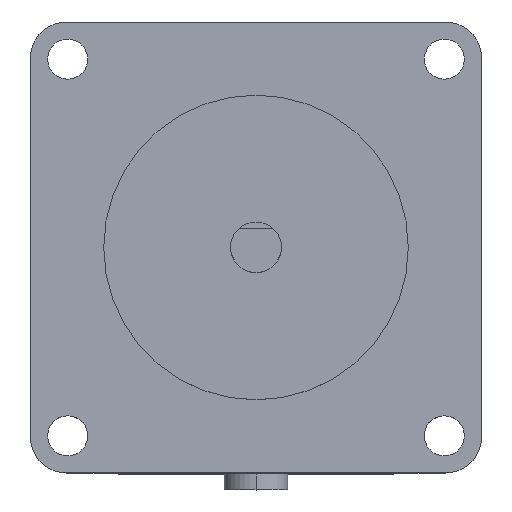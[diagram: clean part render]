
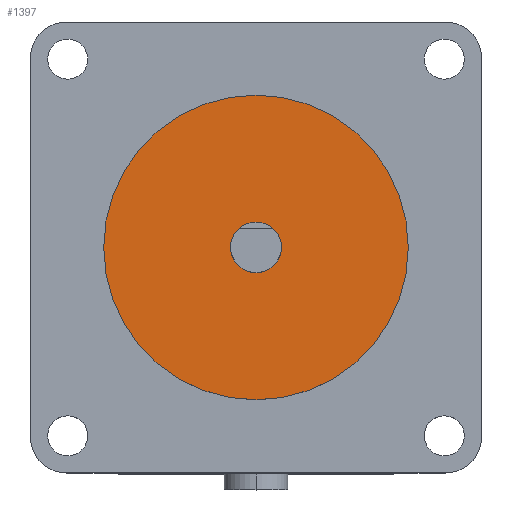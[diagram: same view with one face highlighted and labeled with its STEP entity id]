
A CAD part, top view. The second image highlights one B-rep face of the part: STEP entity #1397.
In plain terms, the highlighted planar face has unit normal (0, 0, 1).
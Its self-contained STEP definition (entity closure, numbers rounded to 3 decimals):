
#196 = CIRCLE ( 'NONE', #209, 19.05 ) ;
#207 = CIRCLE ( 'NONE', #215, 3.175 ) ;
#209 = AXIS2_PLACEMENT_3D ( 'NONE', #534, #535, #536 ) ;
#215 = AXIS2_PLACEMENT_3D ( 'NONE', #548, #549, #550 ) ;
#434 = CARTESIAN_POINT ( 'NONE',  ( 3.175, 0., 1.6 ) ) ;
#451 = CARTESIAN_POINT ( 'NONE',  ( -19.05, 0., 1.6 ) ) ;
#457 = CARTESIAN_POINT ( 'NONE',  ( -3.175, 0., 1.6 ) ) ;
#460 = CARTESIAN_POINT ( 'NONE',  ( 19.05, 0., 1.6 ) ) ;
#534 = CARTESIAN_POINT ( 'NONE',  ( 0., 0., 1.6 ) ) ;
#535 = DIRECTION ( 'NONE',  ( 0., 0., 1. ) ) ;
#536 = DIRECTION ( 'NONE',  ( 1., 0., 0. ) ) ;
#548 = CARTESIAN_POINT ( 'NONE',  ( 0., 0., 1.6 ) ) ;
#549 = DIRECTION ( 'NONE',  ( 0., 0., 1. ) ) ;
#550 = DIRECTION ( 'NONE',  ( 1., 0., 0. ) ) ;
#959 = CIRCLE ( 'NONE', #968, 19.05 ) ;
#968 = AXIS2_PLACEMENT_3D ( 'NONE', #2991, #2992, #2993 ) ;
#1104 = EDGE_CURVE ( 'NONE', #1906, #1897, #959, .T. ) ;
#1106 = CIRCLE ( 'NONE', #1110, 3.175 ) ;
#1110 = AXIS2_PLACEMENT_3D ( 'NONE', #3338, #3339, #3340 ) ;
#1144 = ORIENTED_EDGE ( 'NONE', *, *, #1104, .T. ) ;
#1152 = ORIENTED_EDGE ( 'NONE', *, *, #2331, .F. ) ;
#1162 = ORIENTED_EDGE ( 'NONE', *, *, #2326, .T. ) ;
#1268 = ORIENTED_EDGE ( 'NONE', *, *, #1422, .F. ) ;
#1328 = AXIS2_PLACEMENT_3D ( 'NONE', #3261, #3262, #3263 ) ;
#1397 = ADVANCED_FACE ( 'NONE', ( #2795, #2796 ), #3260, .T. ) ;
#1422 = EDGE_CURVE ( 'NONE', #1880, #1903, #1106, .T. ) ;
#1880 = VERTEX_POINT ( 'NONE', #434 ) ;
#1897 = VERTEX_POINT ( 'NONE', #451 ) ;
#1903 = VERTEX_POINT ( 'NONE', #457 ) ;
#1906 = VERTEX_POINT ( 'NONE', #460 ) ;
#2017 = EDGE_LOOP ( 'NONE', ( #1162, #1144 ) ) ;
#2069 = EDGE_LOOP ( 'NONE', ( #1152, #1268 ) ) ;
#2326 = EDGE_CURVE ( 'NONE', #1897, #1906, #196, .T. ) ;
#2331 = EDGE_CURVE ( 'NONE', #1903, #1880, #207, .T. ) ;
#2795 = FACE_OUTER_BOUND ( 'NONE', #2017, .T. ) ;
#2796 = FACE_BOUND ( 'NONE', #2069, .T. ) ;
#2991 = CARTESIAN_POINT ( 'NONE',  ( 0., 0., 1.6 ) ) ;
#2992 = DIRECTION ( 'NONE',  ( 0., 0., 1. ) ) ;
#2993 = DIRECTION ( 'NONE',  ( 1., 0., 0. ) ) ;
#3260 = PLANE ( 'NONE',  #1328 ) ;
#3261 = CARTESIAN_POINT ( 'NONE',  ( 0., 0., 1.6 ) ) ;
#3262 = DIRECTION ( 'NONE',  ( 0., 0., 1. ) ) ;
#3263 = DIRECTION ( 'NONE',  ( 1., 0., 0. ) ) ;
#3338 = CARTESIAN_POINT ( 'NONE',  ( 0., 0., 1.6 ) ) ;
#3339 = DIRECTION ( 'NONE',  ( 0., 0., 1. ) ) ;
#3340 = DIRECTION ( 'NONE',  ( 1., 0., 0. ) ) ;
